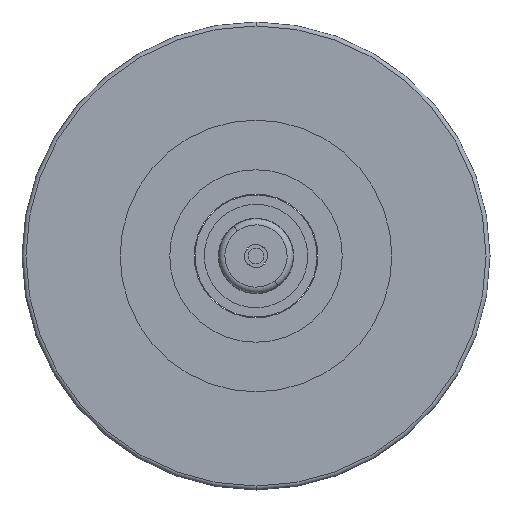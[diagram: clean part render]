
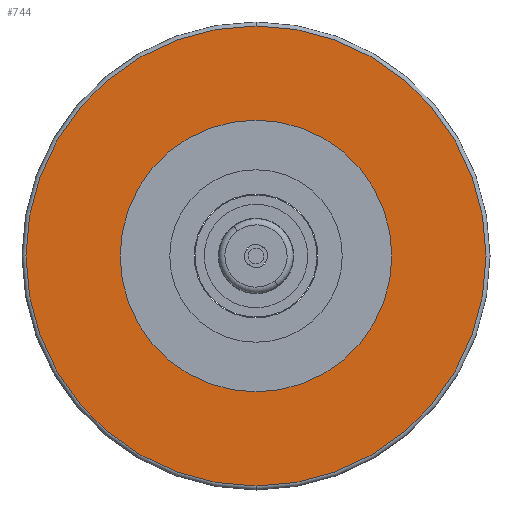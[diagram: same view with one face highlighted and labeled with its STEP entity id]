
A CAD part, front view. The second image highlights one B-rep face of the part: STEP entity #744.
In plain terms, the highlighted planar face has unit normal (0, -1, 0).
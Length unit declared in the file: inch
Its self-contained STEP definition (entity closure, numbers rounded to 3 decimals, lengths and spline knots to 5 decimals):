
#28 = FACE_BOUND ( 'NONE', #441, .T. ) ;
#34 = FACE_OUTER_BOUND ( 'NONE', #950, .T. ) ;
#35 = CARTESIAN_POINT ( 'NONE',  ( -0.59, 0., 0. ) ) ;
#197 = DIRECTION ( 'NONE',  ( 0., 0., -1. ) ) ;
#198 = DIRECTION ( 'NONE',  ( 0., -1., 0. ) ) ;
#200 = PLANE ( 'NONE',  #2020 ) ;
#345 = ORIENTED_EDGE ( 'NONE', *, *, #775, .T. ) ;
#346 = ORIENTED_EDGE ( 'NONE', *, *, #1315, .T. ) ;
#347 = ORIENTED_EDGE ( 'NONE', *, *, #788, .T. ) ;
#348 = ORIENTED_EDGE ( 'NONE', *, *, #797, .T. ) ;
#441 = EDGE_LOOP ( 'NONE', ( #347, #348 ) ) ;
#744 = ADVANCED_FACE ( 'NONE', ( #34, #28 ), #200, .T. ) ;
#775 = EDGE_CURVE ( 'NONE', #841, #971, #1752, .T. ) ;
#788 = EDGE_CURVE ( 'NONE', #923, #925, #1740, .T. ) ;
#797 = EDGE_CURVE ( 'NONE', #925, #923, #1576, .T. ) ;
#841 = VERTEX_POINT ( 'NONE', #1157 ) ;
#923 = VERTEX_POINT ( 'NONE', #1273 ) ;
#925 = VERTEX_POINT ( 'NONE', #1270 ) ;
#950 = EDGE_LOOP ( 'NONE', ( #345, #346 ) ) ;
#971 = VERTEX_POINT ( 'NONE', #1256 ) ;
#1157 = CARTESIAN_POINT ( 'NONE',  ( 0., 0., -0.58 ) ) ;
#1256 = CARTESIAN_POINT ( 'NONE',  ( 0., 0., 0.58 ) ) ;
#1270 = CARTESIAN_POINT ( 'NONE',  ( 0., 0., -0.3425 ) ) ;
#1273 = CARTESIAN_POINT ( 'NONE',  ( 0., 0., 0.3425 ) ) ;
#1315 = EDGE_CURVE ( 'NONE', #971, #841, #1498, .T. ) ;
#1498 = CIRCLE ( 'NONE', #1561, 0.58 ) ;
#1561 = AXIS2_PLACEMENT_3D ( 'NONE', #1787, #1786, #1784 ) ;
#1567 = AXIS2_PLACEMENT_3D ( 'NONE', #1686, #1647, #1646 ) ;
#1576 = CIRCLE ( 'NONE', #1567, 0.3425 ) ;
#1621 = DIRECTION ( 'NONE',  ( 0., -1., 0. ) ) ;
#1622 = CARTESIAN_POINT ( 'NONE',  ( 0., 0., 0. ) ) ;
#1623 = DIRECTION ( 'NONE',  ( 0., 0., -1. ) ) ;
#1646 = DIRECTION ( 'NONE',  ( 0., 0., 1. ) ) ;
#1647 = DIRECTION ( 'NONE',  ( 0., 1., 0. ) ) ;
#1660 = DIRECTION ( 'NONE',  ( 0., 0., 1. ) ) ;
#1661 = DIRECTION ( 'NONE',  ( 0., 1., 0. ) ) ;
#1662 = CARTESIAN_POINT ( 'NONE',  ( 0., 0., 0. ) ) ;
#1686 = CARTESIAN_POINT ( 'NONE',  ( 0., 0., 0. ) ) ;
#1731 = AXIS2_PLACEMENT_3D ( 'NONE', #1662, #1661, #1660 ) ;
#1740 = CIRCLE ( 'NONE', #1731, 0.3425 ) ;
#1741 = AXIS2_PLACEMENT_3D ( 'NONE', #1622, #1621, #1623 ) ;
#1752 = CIRCLE ( 'NONE', #1741, 0.58 ) ;
#1784 = DIRECTION ( 'NONE',  ( 0., 0., -1. ) ) ;
#1786 = DIRECTION ( 'NONE',  ( 0., -1., 0. ) ) ;
#1787 = CARTESIAN_POINT ( 'NONE',  ( 0., 0., 0. ) ) ;
#2020 = AXIS2_PLACEMENT_3D ( 'NONE', #35, #198, #197 ) ;
